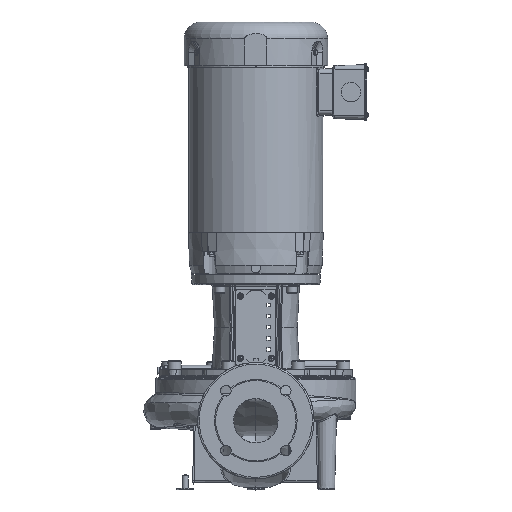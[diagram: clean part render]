
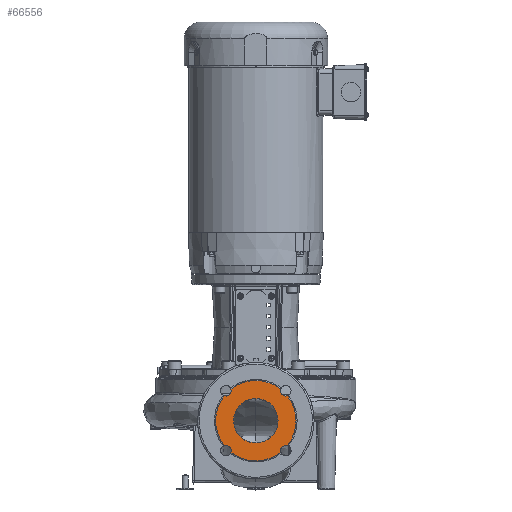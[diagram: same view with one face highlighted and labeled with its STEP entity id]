
A CAD part, top view. The second image highlights one B-rep face of the part: STEP entity #66556.
In plain terms, the highlighted planar face has unit normal (0, 0, 1).
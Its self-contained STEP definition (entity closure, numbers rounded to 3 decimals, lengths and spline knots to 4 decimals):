
#989=FACE_BOUND('',#18361,.T.);
#11136=PLANE('',#70391);
#14734=FACE_OUTER_BOUND('',#18360,.T.);
#18360=EDGE_LOOP('',(#44470,#44471,#44472,#44473,#44474,#44475,#44476,#44477,
#44478,#44479));
#18361=EDGE_LOOP('',(#44480,#44481));
#22399=B_SPLINE_CURVE_WITH_KNOTS('',3,(#117167,#117168,#117169,#117170,
#117171,#117172,#117173,#117174,#117175,#117176,#117177),.UNSPECIFIED.,
 .F.,.F.,(4,1,1,1,1,1,1,1,4),(0.,0.1177,0.25,0.3677,
0.5,0.6177,0.75,0.8677,1.),.UNSPECIFIED.);
#22406=B_SPLINE_CURVE_WITH_KNOTS('',3,(#117444,#117445,#117446,#117447,
#117448,#117449,#117450,#117451,#117452,#117453,#117454),.UNSPECIFIED.,
 .F.,.F.,(4,1,1,1,1,1,1,1,4),(0.,0.1177,0.25,0.3677,
0.5,0.6177,0.75,0.8677,1.),.UNSPECIFIED.);
#23284=CIRCLE('',#70332,2.8473);
#23285=CIRCLE('',#70334,2.8473);
#23315=CIRCLE('',#70387,0.374);
#23318=CIRCLE('',#70392,0.374);
#23319=CIRCLE('',#70393,2.8473);
#23320=CIRCLE('',#70394,2.8473);
#23321=CIRCLE('',#70395,0.374);
#23322=CIRCLE('',#70396,0.374);
#23323=CIRCLE('',#70397,0.374);
#23324=CIRCLE('',#70398,0.374);
#26876=VERTEX_POINT('',#115396);
#26877=VERTEX_POINT('',#115397);
#26880=VERTEX_POINT('',#115506);
#26881=VERTEX_POINT('',#115507);
#26919=VERTEX_POINT('',#117005);
#26920=VERTEX_POINT('',#117018);
#26926=VERTEX_POINT('',#117164);
#26927=VERTEX_POINT('',#117166);
#26936=VERTEX_POINT('',#117670);
#26937=VERTEX_POINT('',#117673);
#26938=VERTEX_POINT('',#117675);
#26939=VERTEX_POINT('',#117678);
#33777=EDGE_CURVE('',#26876,#26877,#23284,.T.);
#33781=EDGE_CURVE('',#26880,#26881,#23285,.T.);
#33844=EDGE_CURVE('',#26920,#26919,#23315,.T.);
#33854=EDGE_CURVE('',#26927,#26926,#22399,.T.);
#33863=EDGE_CURVE('',#26926,#26927,#22406,.T.);
#33868=EDGE_CURVE('',#26881,#26936,#23318,.T.);
#33869=EDGE_CURVE('',#26936,#26920,#23319,.T.);
#33870=EDGE_CURVE('',#26919,#26937,#23320,.T.);
#33871=EDGE_CURVE('',#26937,#26938,#23321,.T.);
#33872=EDGE_CURVE('',#26938,#26876,#23322,.T.);
#33873=EDGE_CURVE('',#26877,#26939,#23323,.T.);
#33874=EDGE_CURVE('',#26939,#26880,#23324,.T.);
#44470=ORIENTED_EDGE('',*,*,#33868,.T.);
#44471=ORIENTED_EDGE('',*,*,#33869,.T.);
#44472=ORIENTED_EDGE('',*,*,#33844,.T.);
#44473=ORIENTED_EDGE('',*,*,#33870,.T.);
#44474=ORIENTED_EDGE('',*,*,#33871,.T.);
#44475=ORIENTED_EDGE('',*,*,#33872,.T.);
#44476=ORIENTED_EDGE('',*,*,#33777,.T.);
#44477=ORIENTED_EDGE('',*,*,#33873,.T.);
#44478=ORIENTED_EDGE('',*,*,#33874,.T.);
#44479=ORIENTED_EDGE('',*,*,#33781,.T.);
#44480=ORIENTED_EDGE('',*,*,#33863,.T.);
#44481=ORIENTED_EDGE('',*,*,#33854,.T.);
#66556=ADVANCED_FACE('',(#14734,#989),#11136,.T.);
#70332=AXIS2_PLACEMENT_3D('',#115398,#77728,#77729);
#70334=AXIS2_PLACEMENT_3D('',#115508,#77732,#77733);
#70387=AXIS2_PLACEMENT_3D('',#117019,#77845,#77846);
#70391=AXIS2_PLACEMENT_3D('',#117669,#77858,#77859);
#70392=AXIS2_PLACEMENT_3D('',#117671,#77860,#77861);
#70393=AXIS2_PLACEMENT_3D('',#117672,#77862,#77863);
#70394=AXIS2_PLACEMENT_3D('',#117674,#77864,#77865);
#70395=AXIS2_PLACEMENT_3D('',#117676,#77866,#77867);
#70396=AXIS2_PLACEMENT_3D('',#117677,#77868,#77869);
#70397=AXIS2_PLACEMENT_3D('',#117679,#77870,#77871);
#70398=AXIS2_PLACEMENT_3D('',#117680,#77872,#77873);
#77728=DIRECTION('center_axis',(0.,0.,
1.));
#77729=DIRECTION('ref_axis',(0.,-1.,0.));
#77732=DIRECTION('center_axis',(0.,0.,
1.));
#77733=DIRECTION('ref_axis',(0.,-1.,0.));
#77845=DIRECTION('center_axis',(0.,0.,
-1.));
#77846=DIRECTION('ref_axis',(0.,-1.,0.));
#77858=DIRECTION('center_axis',(0.,0.,
1.));
#77859=DIRECTION('ref_axis',(0.,1.,0.));
#77860=DIRECTION('center_axis',(0.,0.,
-1.));
#77861=DIRECTION('ref_axis',(0.,-1.,0.));
#77862=DIRECTION('center_axis',(0.,0.,
1.));
#77863=DIRECTION('ref_axis',(0.,-1.,0.));
#77864=DIRECTION('center_axis',(0.,0.,
1.));
#77865=DIRECTION('ref_axis',(0.,-1.,0.));
#77866=DIRECTION('center_axis',(0.,0.,
-1.));
#77867=DIRECTION('ref_axis',(0.,-1.,0.));
#77868=DIRECTION('center_axis',(0.,0.,
-1.));
#77869=DIRECTION('ref_axis',(0.,-1.,0.));
#77870=DIRECTION('center_axis',(0.,0.,
-1.));
#77871=DIRECTION('ref_axis',(0.,-1.,0.));
#77872=DIRECTION('center_axis',(0.,0.,
-1.));
#77873=DIRECTION('ref_axis',(0.,-1.,0.));
#115396=CARTESIAN_POINT('',(-1.7648,-5.3054,11.3614));
#115397=CARTESIAN_POINT('',(1.7648,-5.3054,11.3614));
#115398=CARTESIAN_POINT('Origin',(0.,-3.071,
11.3614));
#115506=CARTESIAN_POINT('',(2.2344,-4.8358,11.3614));
#115507=CARTESIAN_POINT('',(2.2344,-1.3062,11.3614));
#115508=CARTESIAN_POINT('Origin',(0.,-3.071,
11.3614));
#117005=CARTESIAN_POINT('',(-2.2344,-1.3062,11.3614));
#117018=CARTESIAN_POINT('',(-1.7648,-0.8367,11.3614));
#117019=CARTESIAN_POINT('Origin',(-2.1213,-0.9497,
11.3614));
#117164=CARTESIAN_POINT('',(0.,-1.4962,11.3614));
#117166=CARTESIAN_POINT('',(0.,-4.6458,11.3614));
#117167=CARTESIAN_POINT('Ctrl Pts',(0.,-4.6458,
11.3614));
#117168=CARTESIAN_POINT('Ctrl Pts',(-0.1942,-4.6458,
11.3614));
#117169=CARTESIAN_POINT('Ctrl Pts',(-0.6065,-4.5689,
11.3614));
#117170=CARTESIAN_POINT('Ctrl Pts',(-1.1255,-4.2304,
11.3614));
#117171=CARTESIAN_POINT('Ctrl Pts',(-1.4881,-3.701,
11.3614));
#117172=CARTESIAN_POINT('Ctrl Pts',(-1.6158,-3.0945,
11.3614));
#117173=CARTESIAN_POINT('Ctrl Pts',(-1.4975,-2.4638,
11.3614));
#117174=CARTESIAN_POINT('Ctrl Pts',(-1.159,-1.9452,
11.3614));
#117175=CARTESIAN_POINT('Ctrl Pts',(-0.6301,-1.5831,
11.3614));
#117176=CARTESIAN_POINT('Ctrl Pts',(-0.2181,-1.4962,
11.3614));
#117177=CARTESIAN_POINT('Ctrl Pts',(0.,-1.4962,
11.3614));
#117444=CARTESIAN_POINT('Ctrl Pts',(0.,-1.4962,
11.3614));
#117445=CARTESIAN_POINT('Ctrl Pts',(0.1942,-1.4962,
11.3614));
#117446=CARTESIAN_POINT('Ctrl Pts',(0.6065,-1.5732,
11.3614));
#117447=CARTESIAN_POINT('Ctrl Pts',(1.1255,-1.9116,
11.3614));
#117448=CARTESIAN_POINT('Ctrl Pts',(1.4881,-2.4411,
11.3614));
#117449=CARTESIAN_POINT('Ctrl Pts',(1.6158,-3.0476,11.3614));
#117450=CARTESIAN_POINT('Ctrl Pts',(1.4975,-3.6783,
11.3614));
#117451=CARTESIAN_POINT('Ctrl Pts',(1.159,-4.1969,
11.3614));
#117452=CARTESIAN_POINT('Ctrl Pts',(0.6301,-4.559,
11.3614));
#117453=CARTESIAN_POINT('Ctrl Pts',(0.2181,-4.6459,
11.3614));
#117454=CARTESIAN_POINT('Ctrl Pts',(0.,-4.6458,
11.3614));
#117669=CARTESIAN_POINT('Origin',(0.,-1.9293,
11.3614));
#117670=CARTESIAN_POINT('',(1.7648,-0.8367,11.3614));
#117671=CARTESIAN_POINT('Origin',(2.1213,-0.9497,11.3614));
#117672=CARTESIAN_POINT('Origin',(0.,-3.071,
11.3614));
#117673=CARTESIAN_POINT('',(-2.2344,-4.8358,11.3614));
#117674=CARTESIAN_POINT('Origin',(0.,-3.071,
11.3614));
#117675=CARTESIAN_POINT('',(-2.1213,-4.8183,11.3614));
#117676=CARTESIAN_POINT('Origin',(-2.1213,-5.1924,11.3614));
#117677=CARTESIAN_POINT('Origin',(-2.1213,-5.1924,11.3614));
#117678=CARTESIAN_POINT('',(2.1213,-4.8183,11.3614));
#117679=CARTESIAN_POINT('Origin',(2.1213,-5.1924,11.3614));
#117680=CARTESIAN_POINT('Origin',(2.1213,-5.1924,11.3614));
